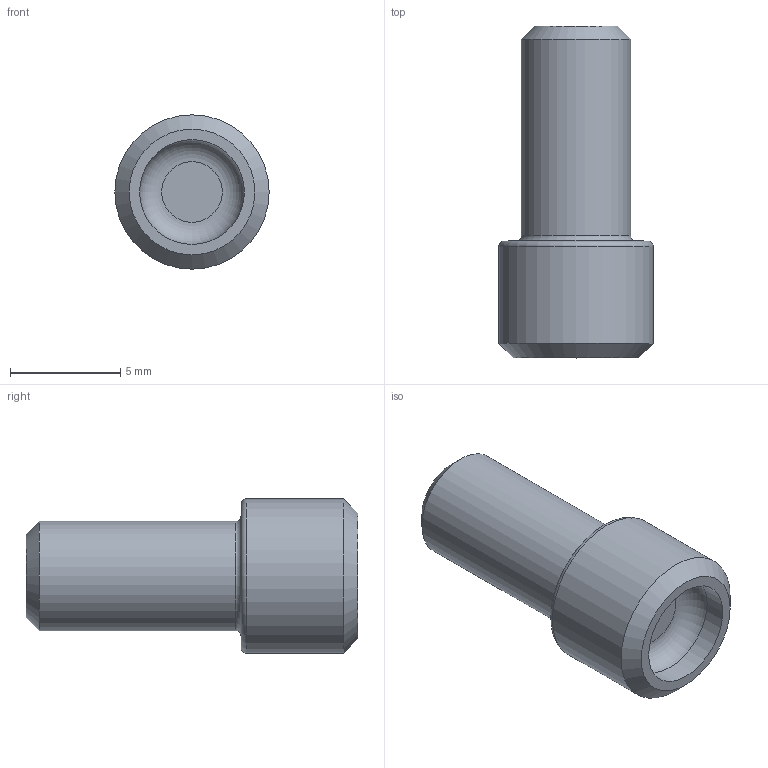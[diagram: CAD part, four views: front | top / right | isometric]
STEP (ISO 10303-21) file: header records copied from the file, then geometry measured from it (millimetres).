
FILE_DESCRIPTION(/* description */ (''),/* implementation_level */ '2;1');
FILE_NAME(/* name */ 'Long Trigger Plug.step',/* time_stamp */ '2024-03-06T12:56:47-08:00',/* author */ (''),/* organization */ (''),/* preprocessor_version */ 'ST-DEVELOPER v20',/* originating_system */ 'Autodesk Translation Framework v12.20.1.177',/* authorisation */ '');
FILE_SCHEMA (('AUTOMOTIVE_DESIGN { 1 0 10303 214 3 1 1 }'));
Length unit declared in the file: millimetre
Products named in the file (1): Long Trigger Plug
Bounding box: 7 x 15.05 x 7 mm (x, y, z)
Volume: 352.1 mm3; surface area: 349.3 mm2
Topology: 1 solids, 1 shells, 12 faces, 22 edges, 14 vertices
Faces by surface type: plane 4, torus 3, cylinder 3, cone 2
Full cylindrical faces by diameter (mm): 4.75 x1, 4.95 x1, 7 x1
Entity records: 347 total; most frequent: DIRECTION 65, CARTESIAN_POINT 49, ORIENTED_EDGE 44, AXIS2_PLACEMENT_3D 30, EDGE_CURVE 22, CIRCLE 17, EDGE_LOOP 14, VERTEX_POINT 14
